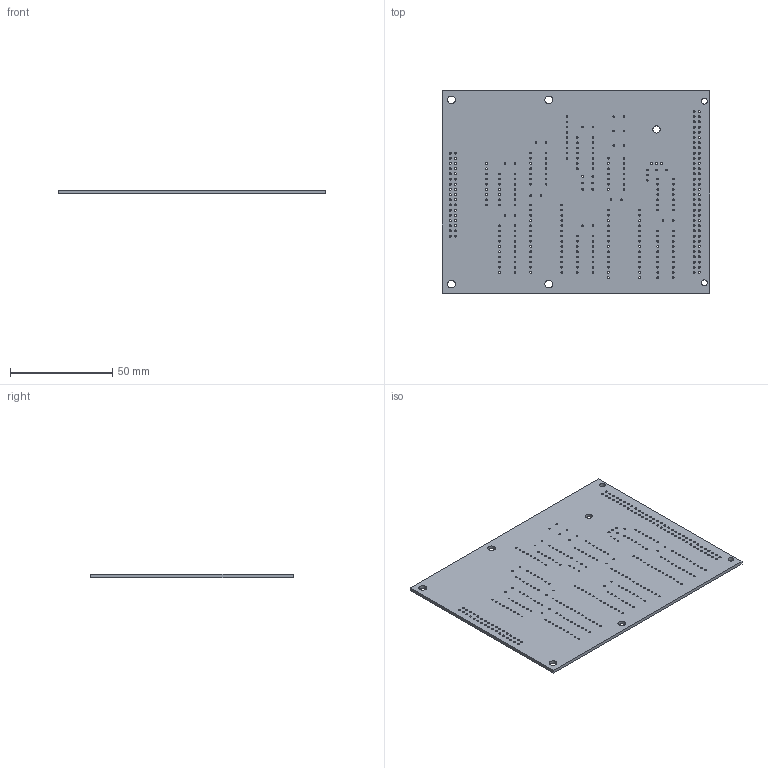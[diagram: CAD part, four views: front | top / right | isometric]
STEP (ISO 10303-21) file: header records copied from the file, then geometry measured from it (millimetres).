
FILE_DESCRIPTION(('KiCad electronic assembly'),'2;1');
FILE_NAME('qdisk_v4.step','2022-07-14T21:16:17',('Pcbnew'),('Kicad'), 'Open CASCADE STEP processor 7.5','KiCad to STEP converter','Unknown' );
FILE_SCHEMA(('AUTOMOTIVE_DESIGN { 1 0 10303 214 1 1 1 1 }'));
Length unit declared in the file: millimetre
Products named in the file (2): qdisk_v4 1; qdisk_v4 PCB
Assembly tree (1 placements, depth 2):
  qdisk_v4 1
    qdisk_v4 PCB
Bounding box: 130.81 x 99.06 x 1.6 mm (x, y, z)
Volume: 20305.3 mm3; surface area: 27685.4 mm2
Topology: 1 solids, 1 shells, 347 faces, 1035 edges, 690 vertices
Faces by surface type: cylinder 341, plane 6
Full cylindrical faces by diameter (mm): 0.75 x3, 0.8 x230, 1 x98, 1.1 x3, 2.85 x2, 3.5 x1, 3.81 x4
Entity records: 26957 total; most frequent: DIRECTION 4485, CARTESIAN_POINT 4144, ORIENTED_EDGE 2070, PCURVE 2070, DEFINITIONAL_REPRESENTATION 2070, LINE 1741, VECTOR 1741, CIRCLE 1364
